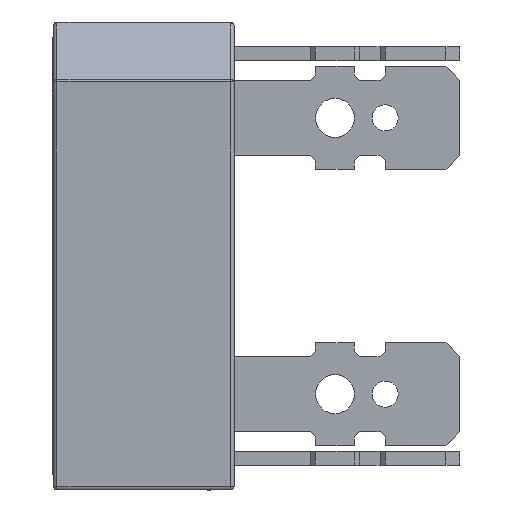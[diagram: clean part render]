
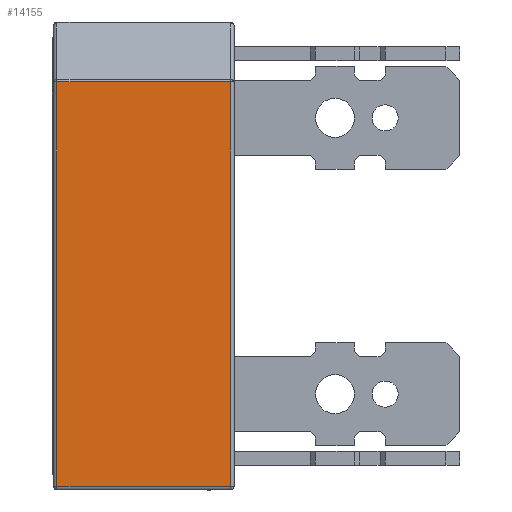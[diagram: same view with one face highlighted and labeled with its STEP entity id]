
A CAD part, left-side view. The second image highlights one B-rep face of the part: STEP entity #14155.
In plain terms, the highlighted planar face has unit normal (-1, 0, 0).
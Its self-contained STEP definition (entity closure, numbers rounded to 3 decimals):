
#420 = CARTESIAN_POINT ( 'NONE',  ( -14.4, 11., -26.85 ) ) ;
#1104 = CARTESIAN_POINT ( 'NONE',  ( -14.4, 11.2, -1.733 ) ) ;
#1221 = PLANE ( 'NONE',  #8964 ) ;
#3604 = DIRECTION ( 'NONE',  ( 0., 1., 0. ) ) ;
#6206 = FACE_OUTER_BOUND ( 'NONE', #12649, .T. ) ;
#7745 = LINE ( 'NONE', #28143, #32311 ) ;
#8293 = EDGE_CURVE ( 'NONE', #13847, #21938, #15733, .T. ) ;
#8931 = CARTESIAN_POINT ( 'NONE',  ( -14.4, 11., -1.733 ) ) ;
#8964 = AXIS2_PLACEMENT_3D ( 'NONE', #14529, #19599, #9041 ) ;
#9041 = DIRECTION ( 'NONE',  ( 0., 0., -1. ) ) ;
#10673 = CARTESIAN_POINT ( 'NONE',  ( -14.4, 0.3, -26.65 ) ) ;
#10953 = EDGE_CURVE ( 'NONE', #11648, #11278, #7745, .T. ) ;
#11125 = EDGE_CURVE ( 'NONE', #11278, #13847, #23803, .T. ) ;
#11278 = VERTEX_POINT ( 'NONE', #18243 ) ;
#11648 = VERTEX_POINT ( 'NONE', #10673 ) ;
#12541 = VECTOR ( 'NONE', #30956, 1000. ) ;
#12649 = EDGE_LOOP ( 'NONE', ( #21869, #28552, #23274, #12830 ) ) ;
#12701 = VECTOR ( 'NONE', #23598, 1000. ) ;
#12830 = ORIENTED_EDGE ( 'NONE', *, *, #8293, .T. ) ;
#13223 = LINE ( 'NONE', #20433, #12541 ) ;
#13847 = VERTEX_POINT ( 'NONE', #8931 ) ;
#14155 = ADVANCED_FACE ( 'NONE', ( #6206 ), #1221, .F. ) ;
#14529 = CARTESIAN_POINT ( 'NONE',  ( -14.4, 11.2, -26.85 ) ) ;
#15733 = LINE ( 'NONE', #420, #12701 ) ;
#18243 = CARTESIAN_POINT ( 'NONE',  ( -14.4, 0.3, -1.733 ) ) ;
#18288 = DIRECTION ( 'NONE',  ( 0., 0., 1. ) ) ;
#19599 = DIRECTION ( 'NONE',  ( 1., 0., 0. ) ) ;
#20433 = CARTESIAN_POINT ( 'NONE',  ( -14.4, 11.2, -26.65 ) ) ;
#21403 = CARTESIAN_POINT ( 'NONE',  ( -14.4, 11., -26.65 ) ) ;
#21869 = ORIENTED_EDGE ( 'NONE', *, *, #23370, .T. ) ;
#21938 = VERTEX_POINT ( 'NONE', #21403 ) ;
#23274 = ORIENTED_EDGE ( 'NONE', *, *, #11125, .T. ) ;
#23370 = EDGE_CURVE ( 'NONE', #21938, #11648, #13223, .T. ) ;
#23598 = DIRECTION ( 'NONE',  ( 0., 0., -1. ) ) ;
#23803 = LINE ( 'NONE', #1104, #27478 ) ;
#27478 = VECTOR ( 'NONE', #3604, 1000. ) ;
#28143 = CARTESIAN_POINT ( 'NONE',  ( -14.4, 0.3, -26.85 ) ) ;
#28552 = ORIENTED_EDGE ( 'NONE', *, *, #10953, .T. ) ;
#30956 = DIRECTION ( 'NONE',  ( 0., -1., 0. ) ) ;
#32311 = VECTOR ( 'NONE', #18288, 1000. ) ;
